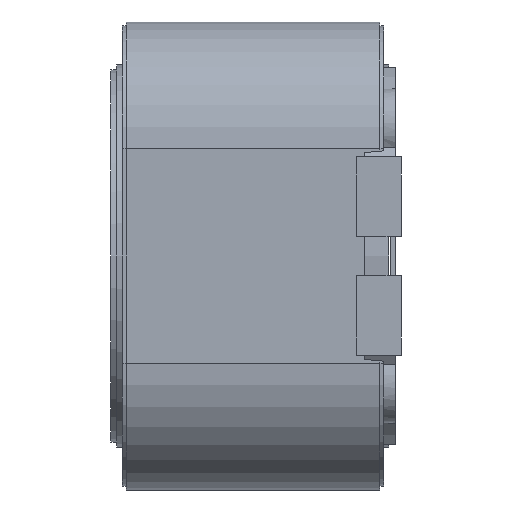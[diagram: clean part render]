
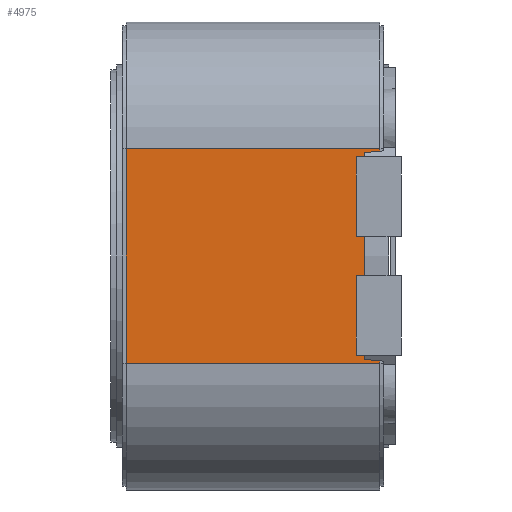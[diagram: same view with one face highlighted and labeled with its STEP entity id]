
A CAD part, left-side view. The second image highlights one B-rep face of the part: STEP entity #4975.
In plain terms, the highlighted planar face has unit normal (-1, 0, 0).
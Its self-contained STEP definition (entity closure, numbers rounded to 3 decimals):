
#121 = VERTEX_POINT ( 'NONE', #6817 ) ;
#287 = DIRECTION ( 'NONE',  ( 0., 0., 1. ) ) ;
#321 = VERTEX_POINT ( 'NONE', #5882 ) ;
#337 = DIRECTION ( 'NONE',  ( 0., 0., 1. ) ) ;
#399 = VERTEX_POINT ( 'NONE', #1203 ) ;
#424 = DIRECTION ( 'NONE',  ( 0., 0., 1. ) ) ;
#467 = LINE ( 'NONE', #4153, #3120 ) ;
#605 = VECTOR ( 'NONE', #2344, 1000. ) ;
#707 = VECTOR ( 'NONE', #1076, 1000. ) ;
#895 = VECTOR ( 'NONE', #6333, 1000. ) ;
#1072 = ORIENTED_EDGE ( 'NONE', *, *, #4742, .T. ) ;
#1076 = DIRECTION ( 'NONE',  ( 0., -1., 0. ) ) ;
#1181 = VECTOR ( 'NONE', #6141, 1000. ) ;
#1192 = ORIENTED_EDGE ( 'NONE', *, *, #6294, .F. ) ;
#1203 = CARTESIAN_POINT ( 'NONE',  ( -6., 6.6, 2.75 ) ) ;
#1346 = CARTESIAN_POINT ( 'NONE',  ( -6., 6.7, 0. ) ) ;
#1408 = ORIENTED_EDGE ( 'NONE', *, *, #5972, .F. ) ;
#1620 = EDGE_CURVE ( 'NONE', #321, #3058, #6257, .T. ) ;
#1746 = VECTOR ( 'NONE', #6211, 1000. ) ;
#2128 = LINE ( 'NONE', #3717, #707 ) ;
#2344 = DIRECTION ( 'NONE',  ( 0., 0.995, 0.096 ) ) ;
#2449 = CARTESIAN_POINT ( 'NONE',  ( -6., 0.1, 2.75 ) ) ;
#2513 = CARTESIAN_POINT ( 'NONE',  ( -6., 0.1, 2.689 ) ) ;
#2514 = CARTESIAN_POINT ( 'NONE',  ( -6., 0.5, 2.65 ) ) ;
#2634 = CARTESIAN_POINT ( 'NONE',  ( -6., 6.7, -2.75 ) ) ;
#2934 = PLANE ( 'NONE',  #6233 ) ;
#2938 = CARTESIAN_POINT ( 'NONE',  ( -6., 0.5, 2.65 ) ) ;
#2958 = VERTEX_POINT ( 'NONE', #2513 ) ;
#2988 = CARTESIAN_POINT ( 'NONE',  ( -6., 6.6, 2.75 ) ) ;
#3058 = VERTEX_POINT ( 'NONE', #3425 ) ;
#3120 = VECTOR ( 'NONE', #424, 1000. ) ;
#3174 = EDGE_CURVE ( 'NONE', #3456, #399, #6615, .T. ) ;
#3228 = VERTEX_POINT ( 'NONE', #4107 ) ;
#3425 = CARTESIAN_POINT ( 'NONE',  ( -6., 0.5, -2.65 ) ) ;
#3456 = VERTEX_POINT ( 'NONE', #3943 ) ;
#3467 = DIRECTION ( 'NONE',  ( -1., 0., 0. ) ) ;
#3717 = CARTESIAN_POINT ( 'NONE',  ( -6., 6.7, 2.75 ) ) ;
#3840 = LINE ( 'NONE', #2449, #1181 ) ;
#3943 = CARTESIAN_POINT ( 'NONE',  ( -6., 6.6, -2.75 ) ) ;
#4107 = CARTESIAN_POINT ( 'NONE',  ( -6., 0.1, 2.75 ) ) ;
#4153 = CARTESIAN_POINT ( 'NONE',  ( -6., 0.5, 2.65 ) ) ;
#4187 = ORIENTED_EDGE ( 'NONE', *, *, #3174, .F. ) ;
#4608 = EDGE_CURVE ( 'NONE', #321, #121, #3840, .T. ) ;
#4637 = ORIENTED_EDGE ( 'NONE', *, *, #1620, .T. ) ;
#4742 = EDGE_CURVE ( 'NONE', #5983, #2958, #5803, .T. ) ;
#4932 = ORIENTED_EDGE ( 'NONE', *, *, #6165, .T. ) ;
#4975 = ADVANCED_FACE ( 'NONE', ( #6728 ), #2934, .T. ) ;
#4986 = CARTESIAN_POINT ( 'NONE',  ( -6., 0.5, -2.65 ) ) ;
#5125 = LINE ( 'NONE', #2634, #895 ) ;
#5204 = VECTOR ( 'NONE', #337, 1000. ) ;
#5588 = DIRECTION ( 'NONE',  ( 0., 0., -1. ) ) ;
#5803 = LINE ( 'NONE', #2514, #1746 ) ;
#5882 = CARTESIAN_POINT ( 'NONE',  ( -6., 0.1, -2.689 ) ) ;
#5904 = ORIENTED_EDGE ( 'NONE', *, *, #6254, .T. ) ;
#5972 = EDGE_CURVE ( 'NONE', #3228, #2958, #6354, .T. ) ;
#5983 = VERTEX_POINT ( 'NONE', #2938 ) ;
#6079 = EDGE_LOOP ( 'NONE', ( #4932, #1072, #1408, #1192, #4187, #5904, #6588, #4637 ) ) ;
#6086 = CARTESIAN_POINT ( 'NONE',  ( -6., 0.1, 2.75 ) ) ;
#6141 = DIRECTION ( 'NONE',  ( 0., 0., -1. ) ) ;
#6165 = EDGE_CURVE ( 'NONE', #3058, #5983, #467, .T. ) ;
#6196 = VECTOR ( 'NONE', #5588, 1000. ) ;
#6211 = DIRECTION ( 'NONE',  ( 0., -0.995, 0.096 ) ) ;
#6233 = AXIS2_PLACEMENT_3D ( 'NONE', #1346, #3467, #287 ) ;
#6254 = EDGE_CURVE ( 'NONE', #3456, #121, #5125, .T. ) ;
#6257 = LINE ( 'NONE', #4986, #605 ) ;
#6294 = EDGE_CURVE ( 'NONE', #399, #3228, #2128, .T. ) ;
#6333 = DIRECTION ( 'NONE',  ( 0., -1., 0. ) ) ;
#6354 = LINE ( 'NONE', #6086, #6196 ) ;
#6588 = ORIENTED_EDGE ( 'NONE', *, *, #4608, .F. ) ;
#6615 = LINE ( 'NONE', #2988, #5204 ) ;
#6728 = FACE_OUTER_BOUND ( 'NONE', #6079, .T. ) ;
#6817 = CARTESIAN_POINT ( 'NONE',  ( -6., 0.1, -2.75 ) ) ;
